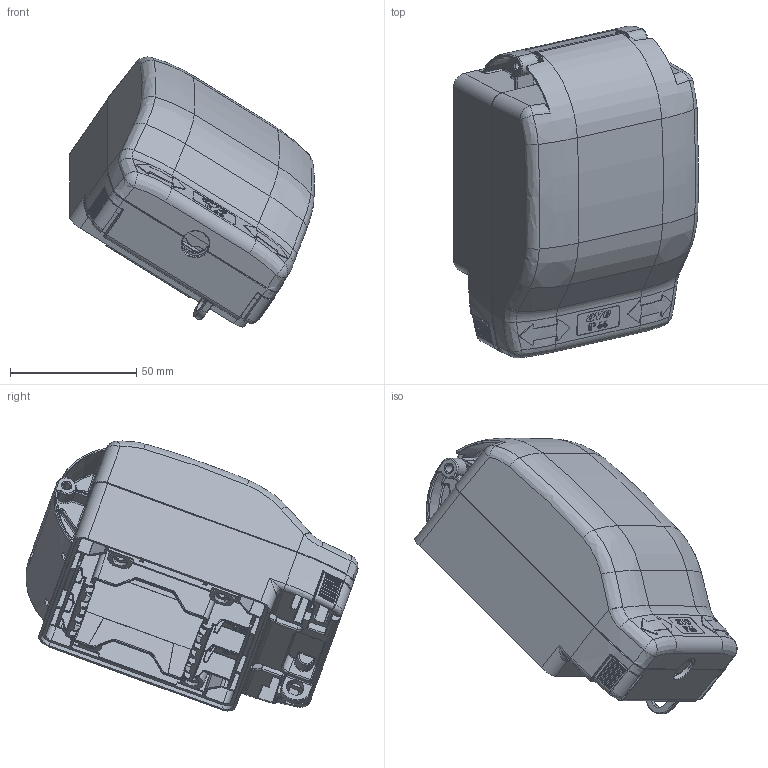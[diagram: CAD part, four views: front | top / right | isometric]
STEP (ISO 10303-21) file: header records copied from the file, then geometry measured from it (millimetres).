
FILE_DESCRIPTION(('CATIA V5 STEP Exchange'),'2;1');
FILE_NAME('44SP42K.stp','2024-03-26T07:29:04+00:00',('none'),('none'),'CATIA Version 5-6 Release 2016 SP6','CATIA V5 STEP AP203','none');
FILE_SCHEMA(('CONFIG_CONTROL_DESIGN'));
Products named in the file (1): STEP
Assembly tree (6 placements, depth 2):
  STEP
    #57
    #153251
    #207858
    #214435
    #221491
    #235693
Bounding box: 97.08 x 131.58 x 107.02 mm (x, y, z)
Volume: 125963 mm3; surface area: 131782 mm2
Topology: 13 solids, 13 shells, 5863 faces, 14875 edges, 8653 vertices
Faces by surface type: cylinder 2072, plane 1960, bspline 1092, sphere 362, torus 197, cone 120, extrusion 36, revolution 24
Entity records: 242282 total; most frequent: CARTESIAN_POINT 121464, ORIENTED_EDGE 28860, DIRECTION 17623, EDGE_CURVE 14430, VERTEX_POINT 8653, VECTOR 6844, LINE 6808, AXIS2_PLACEMENT_3D 6720
